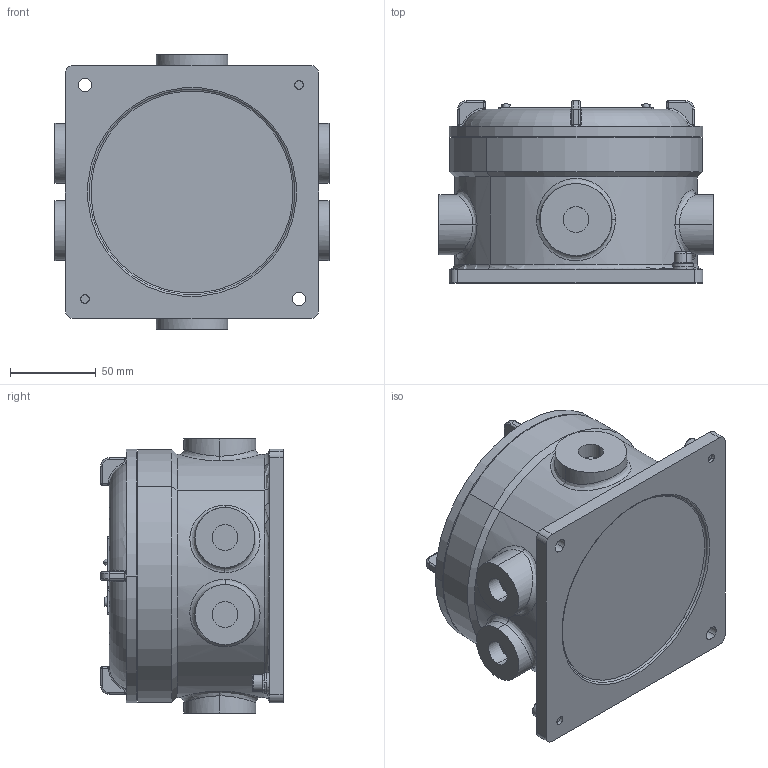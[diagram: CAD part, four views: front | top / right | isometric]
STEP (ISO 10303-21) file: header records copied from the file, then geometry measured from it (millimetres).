
FILE_DESCRIPTION (( 'STEP AP203' ), '1' );
FILE_NAME ('40201013.step', '2019-04-15T14:02:29', ( '' ), ( '' ), 'SwSTEP 2.0', 'SolidWorks 2018', '' );
FILE_SCHEMA (( 'CONFIG_CONTROL_DESIGN' ));
Length unit declared in the file: millimetre
Products named in the file (16): 70954; 93412_PreviewCfg; 92780; 70904; 98063; 93414; 93428_DIN 912 M6 x 10 --- 10N; 92081; 40201013; 82455; 40000036126_2g; 40301013; 98646; 92782; 92783; 98086
Assembly tree (32 placements, depth 2):
  40201013
    70904
    82455
    40301013
    98063  x9
    93428_DIN 912 M6 x 10 --- 10N  x6
    98086  x3
    92081  x3
    70954
    92783
    93414  x2
    92780
    93412_PreviewCfg  x2
    98646
  40000036126_2g
  92782
Bounding box: 160 x 106.5 x 160 mm (x, y, z)
Volume: 709751.5 mm3; surface area: 227125.7 mm2
Topology: 32 solids, 32 shells, 1025 faces, 2442 edges, 1494 vertices
Faces by surface type: plane 403, cylinder 331, bspline 142, torus 87, cone 54, sphere 8
Entity records: 31969 total; most frequent: CARTESIAN_POINT 14583, ORIENTED_EDGE 3226, DIRECTION 3066, EDGE_CURVE 1613, AXIS2_PLACEMENT_3D 1185, VERTEX_POINT 1003, EDGE_LOOP 764, LINE 696
